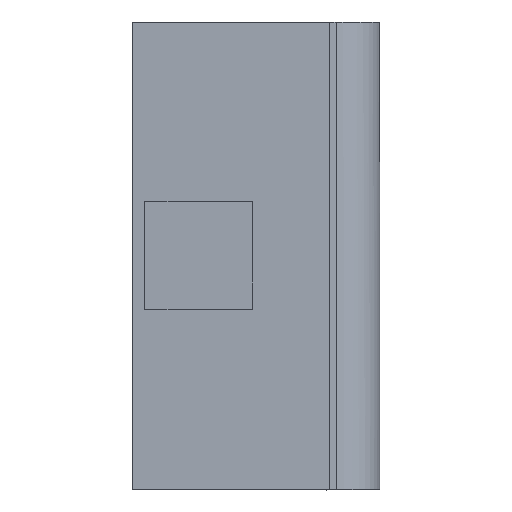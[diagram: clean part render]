
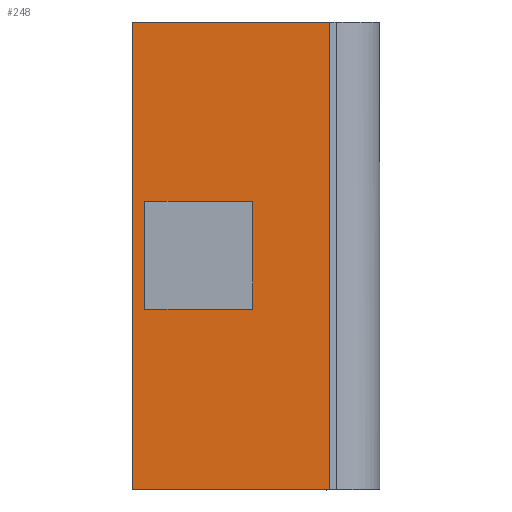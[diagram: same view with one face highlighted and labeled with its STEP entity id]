
A CAD part, top view. The second image highlights one B-rep face of the part: STEP entity #248.
In plain terms, the highlighted planar face has unit normal (0, 0, 1).
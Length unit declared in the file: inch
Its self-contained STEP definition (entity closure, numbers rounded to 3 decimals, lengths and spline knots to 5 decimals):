
#122=EDGE_CURVE('',#301,#302,#303,.T.);
#162=EDGE_CURVE('',#365,#366,#367,.T.);
#186=EDGE_CURVE('',#366,#302,#400,.T.);
#188=EDGE_CURVE('',#365,#301,#402,.T.);
#248=ADVANCED_FACE('',(#477),#478,.T.);
#301=VERTEX_POINT('',#660);
#302=VERTEX_POINT('',#661);
#303=LINE('',#662,#663);
#365=VERTEX_POINT('',#822);
#366=VERTEX_POINT('',#823);
#367=LINE('',#824,#825);
#400=LINE('',#986,#987);
#402=LINE('',#990,#991);
#477=FACE_OUTER_BOUND('',#1137,.T.);
#478=PLANE('',#1138);
#660=CARTESIAN_POINT('',(-1.20612,0.0,3.43652));
#661=CARTESIAN_POINT('',(0.27253,0.0,3.43652));
#662=CARTESIAN_POINT('',(-1.20612,0.0,3.43652));
#663=VECTOR('',#1304,1.0);
#822=CARTESIAN_POINT('',(-1.20612,3.5,3.43652));
#823=CARTESIAN_POINT('',(0.27253,3.5,3.43652));
#824=CARTESIAN_POINT('',(-1.20612,3.5,3.43652));
#825=VECTOR('',#1385,1.0);
#986=CARTESIAN_POINT('',(0.27253,3.5,3.43652));
#987=VECTOR('',#1431,1.0);
#990=CARTESIAN_POINT('',(-1.20612,3.5,3.43652));
#991=VECTOR('',#1432,1.0);
#1137=EDGE_LOOP('',(#1535,#1536,#1537,#1538));
#1138=AXIS2_PLACEMENT_3D('',#1539,#1540,#1541);
#1304=DIRECTION('',(1.0,0.0,0.0));
#1385=DIRECTION('',(1.0,0.0,0.0));
#1431=DIRECTION('',(0.0,-1.0,0.0));
#1432=DIRECTION('',(0.0,-1.0,0.0));
#1535=ORIENTED_EDGE('',*,*,#122,.T.);
#1536=ORIENTED_EDGE('',*,*,#186,.F.);
#1537=ORIENTED_EDGE('',*,*,#162,.F.);
#1538=ORIENTED_EDGE('',*,*,#188,.T.);
#1539=CARTESIAN_POINT('',(-0.4668,3.5,3.43652));
#1540=DIRECTION('',(0.0,0.0,1.0));
#1541=DIRECTION('',(-1.0,0.0,-0.0));
